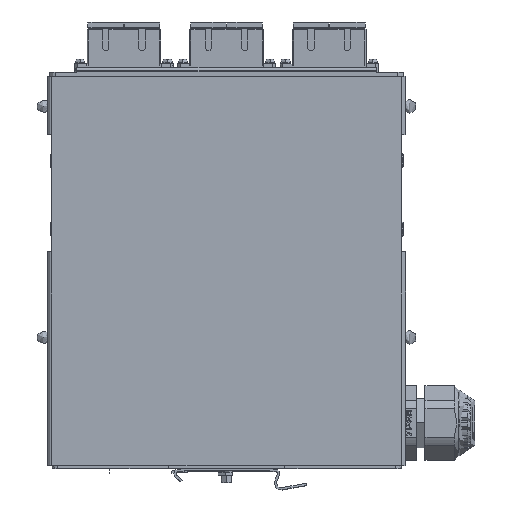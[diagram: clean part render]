
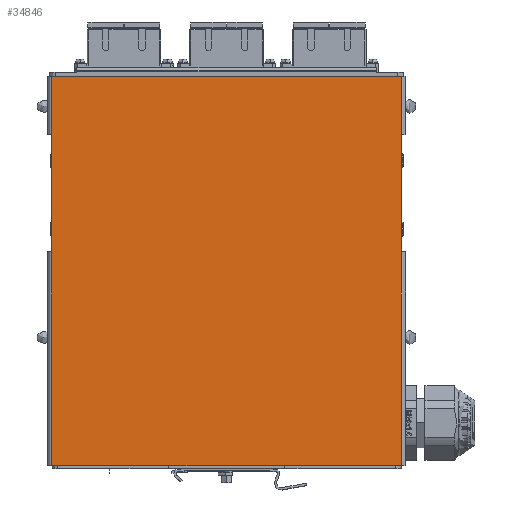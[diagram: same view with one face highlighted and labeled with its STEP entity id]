
A CAD part, top view. The second image highlights one B-rep face of the part: STEP entity #34846.
In plain terms, the highlighted planar face has unit normal (0, 0, 1).
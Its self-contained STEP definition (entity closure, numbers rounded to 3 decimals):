
#35 = VERTEX_POINT ( 'NONE', #42268 ) ;
#34580 = VERTEX_POINT ( 'NONE', #39004 ) ;
#34596 = EDGE_CURVE ( 'NONE', #34604, #35, #38935, .T. ) ;
#34604 = VERTEX_POINT ( 'NONE', #39053 ) ;
#34650 = EDGE_CURVE ( 'NONE', #34580, #34655, #39197, .T. ) ;
#34655 = VERTEX_POINT ( 'NONE', #39190 ) ;
#34662 = EDGE_CURVE ( 'NONE', #34655, #72090, #39348, .T. ) ;
#34713 = EDGE_CURVE ( 'NONE', #35, #34580, #39432, .T. ) ;
#34726 = EDGE_CURVE ( 'NONE', #72090, #74365, #39494, .T. ) ;
#34766 = VERTEX_POINT ( 'NONE', #39526 ) ;
#34769 = EDGE_CURVE ( 'NONE', #74365, #34766, #39519, .T. ) ;
#34810 = ORIENTED_EDGE ( 'NONE', *, *, #34813, .F. ) ;
#34813 = EDGE_CURVE ( 'NONE', #34815, #34766, #39795, .T. ) ;
#34815 = VERTEX_POINT ( 'NONE', #39782 ) ;
#34817 = ORIENTED_EDGE ( 'NONE', *, *, #34820, .T. ) ;
#34820 = EDGE_CURVE ( 'NONE', #34815, #34604, #39777, .T. ) ;
#34822 = ORIENTED_EDGE ( 'NONE', *, *, #34596, .T. ) ;
#34823 = ORIENTED_EDGE ( 'NONE', *, *, #34713, .T. ) ;
#34846 = ADVANCED_FACE ( 'NONE', ( #39738 ), #39843, .T. ) ;
#34849 = EDGE_LOOP ( 'NONE', ( #34851, #34810, #34817, #34822, #34823, #34889, #34891, #34894 ) ) ;
#34851 = ORIENTED_EDGE ( 'NONE', *, *, #34769, .T. ) ;
#34889 = ORIENTED_EDGE ( 'NONE', *, *, #34650, .T. ) ;
#34891 = ORIENTED_EDGE ( 'NONE', *, *, #34662, .T. ) ;
#34894 = ORIENTED_EDGE ( 'NONE', *, *, #34726, .T. ) ;
#38935 = LINE ( 'NONE', #39080, #39078 ) ;
#39004 = CARTESIAN_POINT ( 'NONE',  ( -61.25, 0., 34.25 ) ) ;
#39053 = CARTESIAN_POINT ( 'NONE',  ( -61.25, 116., 34.25 ) ) ;
#39076 = DIRECTION ( 'NONE',  ( 0., -1., 0. ) ) ;
#39078 = VECTOR ( 'NONE', #39076, 1000. ) ;
#39080 = CARTESIAN_POINT ( 'NONE',  ( -61.25, 68.3, 34.25 ) ) ;
#39190 = CARTESIAN_POINT ( 'NONE',  ( 61.25, 0., 34.25 ) ) ;
#39192 = DIRECTION ( 'NONE',  ( 1., 0., 0. ) ) ;
#39194 = VECTOR ( 'NONE', #39192, 1000. ) ;
#39196 = CARTESIAN_POINT ( 'NONE',  ( 0., 0., 34.25 ) ) ;
#39197 = LINE ( 'NONE', #39196, #39194 ) ;
#39343 = DIRECTION ( 'NONE',  ( 0., 1., 0. ) ) ;
#39345 = VECTOR ( 'NONE', #39343, 1000. ) ;
#39347 = CARTESIAN_POINT ( 'NONE',  ( 61.25, 68.3, 34.25 ) ) ;
#39348 = LINE ( 'NONE', #39347, #39345 ) ;
#39427 = DIRECTION ( 'NONE',  ( 0., -1., 0. ) ) ;
#39429 = VECTOR ( 'NONE', #39427, 1000. ) ;
#39431 = CARTESIAN_POINT ( 'NONE',  ( -61.25, 68.3, 34.25 ) ) ;
#39432 = LINE ( 'NONE', #39431, #39429 ) ;
#39489 = DIRECTION ( 'NONE',  ( 0., 1., 0. ) ) ;
#39491 = VECTOR ( 'NONE', #39489, 1000. ) ;
#39492 = CARTESIAN_POINT ( 'NONE',  ( 61.25, 68.3, 34.25 ) ) ;
#39494 = LINE ( 'NONE', #39492, #39491 ) ;
#39515 = DIRECTION ( 'NONE',  ( 0., 1., 0. ) ) ;
#39517 = VECTOR ( 'NONE', #39515, 1000. ) ;
#39518 = CARTESIAN_POINT ( 'NONE',  ( 61.25, 68.3, 34.25 ) ) ;
#39519 = LINE ( 'NONE', #39518, #39517 ) ;
#39526 = CARTESIAN_POINT ( 'NONE',  ( 61.25, 136.6, 34.25 ) ) ;
#39738 = FACE_OUTER_BOUND ( 'NONE', #34849, .T. ) ;
#39772 = DIRECTION ( 'NONE',  ( 0., -1., 0. ) ) ;
#39774 = VECTOR ( 'NONE', #39772, 1000. ) ;
#39776 = CARTESIAN_POINT ( 'NONE',  ( -61.25, 126.3, 34.25 ) ) ;
#39777 = LINE ( 'NONE', #39776, #39774 ) ;
#39782 = CARTESIAN_POINT ( 'NONE',  ( -61.25, 136.6, 34.25 ) ) ;
#39783 = DIRECTION ( 'NONE',  ( 1., 0., 0. ) ) ;
#39785 = VECTOR ( 'NONE', #39783, 1000. ) ;
#39787 = CARTESIAN_POINT ( 'NONE',  ( 0., 136.6, 34.25 ) ) ;
#39795 = LINE ( 'NONE', #39787, #39785 ) ;
#39831 = DIRECTION ( 'NONE',  ( 1., 0., 0. ) ) ;
#39834 = DIRECTION ( 'NONE',  ( 0., 0., 1. ) ) ;
#39835 = CARTESIAN_POINT ( 'NONE',  ( -61.25, 0., 34.25 ) ) ;
#39836 = AXIS2_PLACEMENT_3D ( 'NONE', #39835, #39834, #39831 ) ;
#39843 = PLANE ( 'NONE',  #39836 ) ;
#42268 = CARTESIAN_POINT ( 'NONE',  ( -61.25, 75., 34.25 ) ) ;
#69532 = CARTESIAN_POINT ( 'NONE',  ( 61.25, 75., 34.25 ) ) ;
#72090 = VERTEX_POINT ( 'NONE', #69532 ) ;
#74365 = VERTEX_POINT ( 'NONE', #78536 ) ;
#78536 = CARTESIAN_POINT ( 'NONE',  ( 61.25, 116., 34.25 ) ) ;
